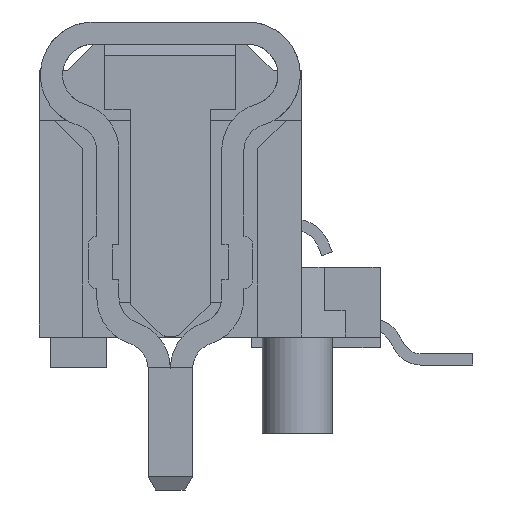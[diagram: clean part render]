
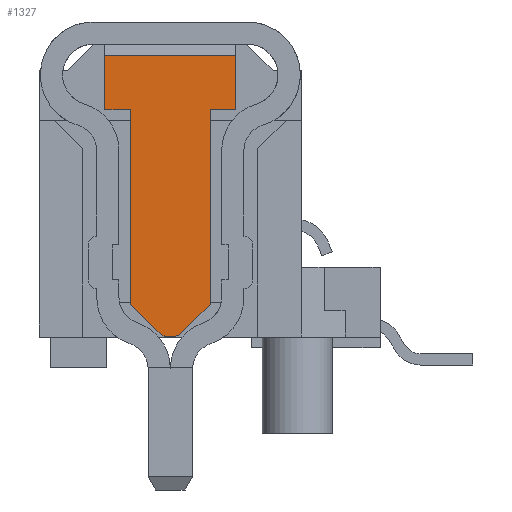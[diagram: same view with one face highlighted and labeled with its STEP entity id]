
A CAD part, left-side view. The second image highlights one B-rep face of the part: STEP entity #1327.
In plain terms, the highlighted planar face has unit normal (-1, 0, 0).
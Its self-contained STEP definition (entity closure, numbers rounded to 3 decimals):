
#1327 = ADVANCED_FACE( '', ( #3052 ), #3053, .F. );
#3052 = FACE_OUTER_BOUND( '', #5207, .T. );
#3053 = PLANE( '', #5208 );
#5207 = EDGE_LOOP( '', ( #8912, #8913, #8914, #8915, #8916, #8917, #8918, #8919, #8920, #8921 ) );
#5208 = AXIS2_PLACEMENT_3D( '', #8922, #8923, #8924 );
#8912 = ORIENTED_EDGE( '', *, *, #14893, .F. );
#8913 = ORIENTED_EDGE( '', *, *, #14894, .F. );
#8914 = ORIENTED_EDGE( '', *, *, #14895, .F. );
#8915 = ORIENTED_EDGE( '', *, *, #14638, .F. );
#8916 = ORIENTED_EDGE( '', *, *, #14790, .F. );
#8917 = ORIENTED_EDGE( '', *, *, #14896, .F. );
#8918 = ORIENTED_EDGE( '', *, *, #13590, .F. );
#8919 = ORIENTED_EDGE( '', *, *, #14897, .F. );
#8920 = ORIENTED_EDGE( '', *, *, #14898, .F. );
#8921 = ORIENTED_EDGE( '', *, *, #14899, .F. );
#8922 = CARTESIAN_POINT( '', ( -5.625, 3.9, -1.5 ) );
#8923 = DIRECTION( '', ( 1., 0., 0. ) );
#8924 = DIRECTION( '', ( 0., 0., -1. ) );
#13590 = EDGE_CURVE( '', #16391, #16392, #16393, .T. );
#14638 = EDGE_CURVE( '', #18198, #18199, #18200, .T. );
#14790 = EDGE_CURVE( '', #18426, #18198, #18428, .T. );
#14893 = EDGE_CURVE( '', #18579, #18580, #18581, .T. );
#14894 = EDGE_CURVE( '', #18582, #18579, #18583, .T. );
#14895 = EDGE_CURVE( '', #18199, #18582, #18584, .T. );
#14896 = EDGE_CURVE( '', #16392, #18426, #18585, .T. );
#14897 = EDGE_CURVE( '', #18586, #16391, #18587, .T. );
#14898 = EDGE_CURVE( '', #18588, #18586, #18589, .T. );
#14899 = EDGE_CURVE( '', #18580, #18588, #18590, .T. );
#16391 = VERTEX_POINT( '', #20529 );
#16392 = VERTEX_POINT( '', #20530 );
#16393 = LINE( '', #20531, #20532 );
#18198 = VERTEX_POINT( '', #23070 );
#18199 = VERTEX_POINT( '', #23071 );
#18200 = LINE( '', #23072, #23073 );
#18426 = VERTEX_POINT( '', #23408 );
#18428 = LINE( '', #23411, #23412 );
#18579 = VERTEX_POINT( '', #23632 );
#18580 = VERTEX_POINT( '', #23633 );
#18581 = LINE( '', #23634, #23635 );
#18582 = VERTEX_POINT( '', #23636 );
#18583 = LINE( '', #23637, #23638 );
#18584 = LINE( '', #23639, #23640 );
#18585 = LINE( '', #23641, #23642 );
#18586 = VERTEX_POINT( '', #23643 );
#18587 = LINE( '', #23644, #23645 );
#18588 = VERTEX_POINT( '', #23646 );
#18589 = LINE( '', #23647, #23648 );
#18590 = CIRCLE( '', #23649, 0.2 );
#20529 = CARTESIAN_POINT( '', ( -5.625, 2.855, 1.1 ) );
#20530 = CARTESIAN_POINT( '', ( -5.625, 3.15, 1.1 ) );
#20531 = CARTESIAN_POINT( '', ( -5.625, 2.855, 1.1 ) );
#20532 = VECTOR( '', #26316, 1000. );
#23070 = CARTESIAN_POINT( '', ( -5.625, 1.65, 1.72 ) );
#23071 = CARTESIAN_POINT( '', ( -5.625, 1.65, 1.1 ) );
#23072 = CARTESIAN_POINT( '', ( -5.625, 1.65, 1.85 ) );
#23073 = VECTOR( '', #27449, 1000. );
#23408 = CARTESIAN_POINT( '', ( -5.625, 3.15, 1.72 ) );
#23411 = CARTESIAN_POINT( '', ( -5.625, 3.9, 1.72 ) );
#23412 = VECTOR( '', #27581, 1000. );
#23632 = CARTESIAN_POINT( '', ( -5.625, 1.945, -1.128 ) );
#23633 = CARTESIAN_POINT( '', ( -5.625, 2.259, -1.441 ) );
#23634 = CARTESIAN_POINT( '', ( -5.625, 1.945, -1.128 ) );
#23635 = VECTOR( '', #27666, 1000. );
#23636 = CARTESIAN_POINT( '', ( -5.625, 1.945, 1.1 ) );
#23637 = CARTESIAN_POINT( '', ( -5.625, 1.945, 1.1 ) );
#23638 = VECTOR( '', #27667, 1000. );
#23639 = CARTESIAN_POINT( '', ( -5.625, 1.65, 1.1 ) );
#23640 = VECTOR( '', #27668, 1000. );
#23641 = CARTESIAN_POINT( '', ( -5.625, 3.15, 1.1 ) );
#23642 = VECTOR( '', #27669, 1000. );
#23643 = CARTESIAN_POINT( '', ( -5.625, 2.855, -1.128 ) );
#23644 = CARTESIAN_POINT( '', ( -5.625, 2.855, -1.128 ) );
#23645 = VECTOR( '', #27670, 1000. );
#23646 = CARTESIAN_POINT( '', ( -5.625, 2.541, -1.441 ) );
#23647 = CARTESIAN_POINT( '', ( -5.625, 2.541, -1.441 ) );
#23648 = VECTOR( '', #27671, 1000. );
#23649 = AXIS2_PLACEMENT_3D( '', #27672, #27673, #27674 );
#26316 = DIRECTION( '', ( 0., 1., 0. ) );
#27449 = DIRECTION( '', ( 0., 0., -1. ) );
#27581 = DIRECTION( '', ( 0., -1., 0. ) );
#27666 = DIRECTION( '', ( 0., 0.707, -0.707 ) );
#27667 = DIRECTION( '', ( 0., 0., -1. ) );
#27668 = DIRECTION( '', ( 0., 1., 0. ) );
#27669 = DIRECTION( '', ( 0., 0., 1. ) );
#27670 = DIRECTION( '', ( 0., 0., 1. ) );
#27671 = DIRECTION( '', ( 0., 0.707, 0.707 ) );
#27672 = CARTESIAN_POINT( '', ( -5.625, 2.4, -1.3 ) );
#27673 = DIRECTION( '', ( 1., 0., 0. ) );
#27674 = DIRECTION( '', ( 0., 0., -1. ) );
